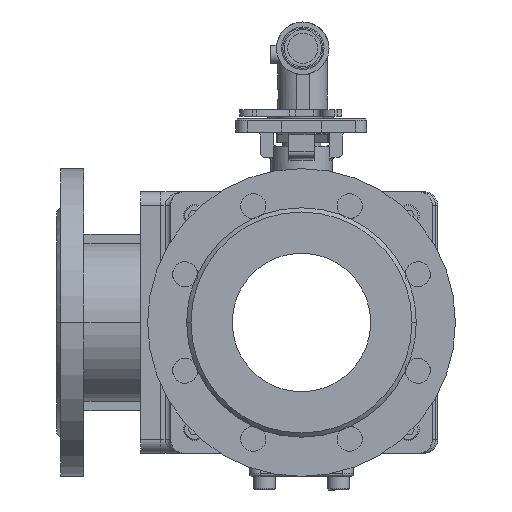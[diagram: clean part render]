
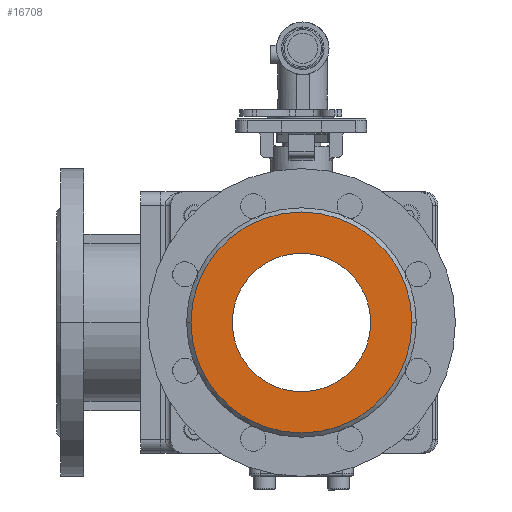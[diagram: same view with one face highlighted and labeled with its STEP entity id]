
A CAD part, front view. The second image highlights one B-rep face of the part: STEP entity #16708.
In plain terms, the highlighted face is planar.
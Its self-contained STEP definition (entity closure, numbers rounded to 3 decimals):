
#593=PLANE('',#18064);
#7436=ORIENTED_EDGE('',*,*,#10802,.T.);
#7437=ORIENTED_EDGE('',*,*,#10809,.T.);
#7438=ORIENTED_EDGE('',*,*,#10810,.F.);
#7439=ORIENTED_EDGE('',*,*,#10811,.F.);
#10802=EDGE_CURVE('',#12703,#12701,#13521,.T.);
#10809=EDGE_CURVE('',#12701,#12703,#13527,.T.);
#10810=EDGE_CURVE('',#12705,#12706,#13528,.T.);
#10811=EDGE_CURVE('',#12706,#12705,#13529,.T.);
#12701=VERTEX_POINT('',#35333);
#12703=VERTEX_POINT('',#35336);
#12705=VERTEX_POINT('',#35347);
#12706=VERTEX_POINT('',#35348);
#13521=CIRCLE('',#18058,79.);
#13527=CIRCLE('',#18065,79.);
#13528=CIRCLE('',#18066,49.5);
#13529=CIRCLE('',#18067,49.5);
#14514=EDGE_LOOP('',(#7436,#7437));
#14515=EDGE_LOOP('',(#7438,#7439));
#15593=FACE_BOUND('',#14514,.T.);
#15594=FACE_BOUND('',#14515,.T.);
#16708=ADVANCED_FACE('',(#15593,#15594),#593,.T.);
#18058=AXIS2_PLACEMENT_3D('',#35335,#21335,#21336);
#18064=AXIS2_PLACEMENT_3D('',#35344,#21348,#21349);
#18065=AXIS2_PLACEMENT_3D('',#35345,#21350,#21351);
#18066=AXIS2_PLACEMENT_3D('',#35346,#21352,#21353);
#18067=AXIS2_PLACEMENT_3D('',#35349,#21354,#21355);
#21335=DIRECTION('',(0.,0.,-1.));
#21336=DIRECTION('',(-1.,0.,0.));
#21348=DIRECTION('',(0.,0.,-1.));
#21349=DIRECTION('',(-1.,0.,0.));
#21350=DIRECTION('',(0.,0.,-1.));
#21351=DIRECTION('',(-1.,0.,0.));
#21352=DIRECTION('',(0.,0.,-1.));
#21353=DIRECTION('',(-1.,0.,0.));
#21354=DIRECTION('',(0.,0.,-1.));
#21355=DIRECTION('',(-1.,0.,0.));
#35333=CARTESIAN_POINT('',(-79.,0.,-3.));
#35335=CARTESIAN_POINT('',(0.,0.,-3.));
#35336=CARTESIAN_POINT('',(79.,0.,-3.));
#35344=CARTESIAN_POINT('',(0.,0.,-3.));
#35345=CARTESIAN_POINT('',(0.,0.,-3.));
#35346=CARTESIAN_POINT('',(0.,0.,-3.));
#35347=CARTESIAN_POINT('',(-49.5,0.,-3.));
#35348=CARTESIAN_POINT('',(49.5,0.,-3.));
#35349=CARTESIAN_POINT('',(0.,0.,-3.));
